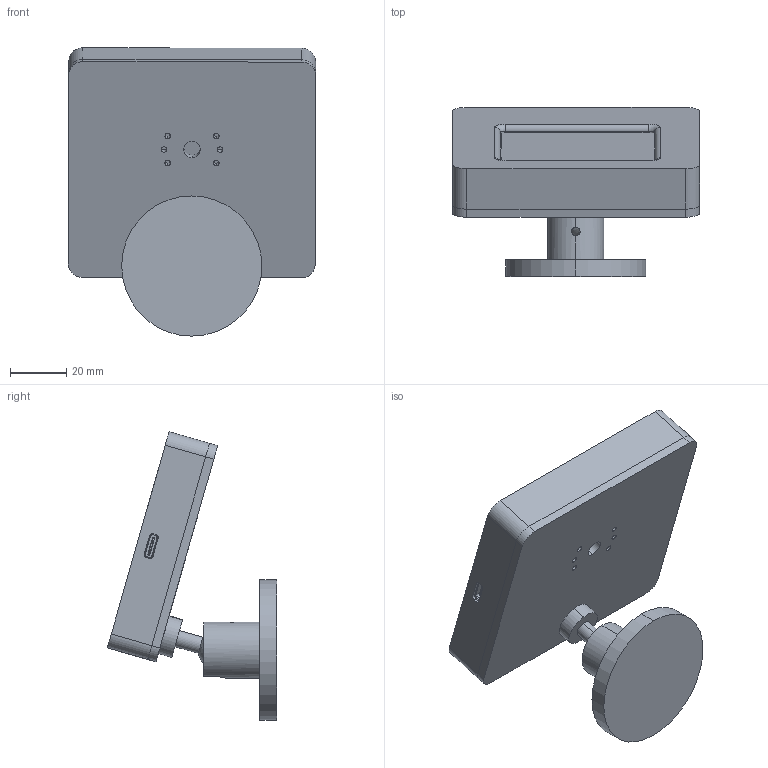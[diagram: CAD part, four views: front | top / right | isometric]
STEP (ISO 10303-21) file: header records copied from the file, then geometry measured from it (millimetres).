
FILE_DESCRIPTION (( 'STEP AP214' ), '1' );
FILE_NAME ('AssemSum100k3.STEP', '2025-07-29T22:46:54', ( '' ), ( '' ), 'SwSTEP 2.0', 'SolidWorks 2020', '' );
FILE_SCHEMA (( 'AUTOMOTIVE_DESIGN' ));
Length unit declared in the file: centimetre
Products named in the file (42): USB Type C PoRT23.step; USB Type C PoRT19.step; USB Type C PoRT5.step; Stand3; USB Type C PoRT6.step; Micro usb.step; switch.step; Micro SD Card.step; USB Type C PoRT3.step; MagneticBase; USB Type C PoRT11.step; USB Type C PoRT15.step; USB Type C PoRT18.step; USB Type C PoRT.step; USB Type C PoRT20.step; USB Type C PoRT8.step; USB Type C PoRT1.step; USB Type C PoRT21.step; USB Type C PoRT4.step; 2.8inch_LCD_Model.step; Speaker (1); 10mm connector.step; Back2; USB Type C PoRT13.step; USB Type C PoRT22.step; Assem4; USB Type C PoRT9.step; Gan; Micro USB 5 Pins, Right Angle SMT v1.step; USB Type C PoRT12.step; LDR 21.step; USB Type C PoRT16.step; USB Type C PoRT24.step; USB Type C PoRT7.step; USB Type C PoRT14.step; USB Type C PoRT17.step; USB Type C PoRT10.step; Spkr Connector.step; USB Type C PoRT2.step; AssemSum100k3 ...
Assembly tree (44 placements, depth 5):
  AssemSum100k3
    Assem4
      2.8inch_LCD_Model.step
        Micro usb.step
          Micro USB 5 Pins, Right Angle SMT v1.step
        10mm connector.step  x3
        Spkr Connector.step
        switch.step  x2
        Micro SD Card.step
        ESP32 WROOM.step
        LDR 21.step
        2.8inch_LCD_Model.step
    USB Type C PoRT.step
      USB Type C PoRT1.step
      USB Type C PoRT2.step
      USB Type C PoRT3.step
      USB Type C PoRT4.step
      USB Type C PoRT5.step
      USB Type C PoRT6.step
      USB Type C PoRT7.step
      USB Type C PoRT8.step
      USB Type C PoRT9.step
      USB Type C PoRT10.step
      USB Type C PoRT11.step
      USB Type C PoRT12.step
      USB Type C PoRT13.step
      USB Type C PoRT14.step
      USB Type C PoRT15.step
      USB Type C PoRT16.step
      USB Type C PoRT17.step
      USB Type C PoRT18.step
      USB Type C PoRT19.step
      USB Type C PoRT20.step
      USB Type C PoRT21.step
      USB Type C PoRT22.step
      USB Type C PoRT23.step
      USB Type C PoRT24.step
    Back2
    Speaker (1)
    MagneticBase
    Gan
    Stand3
Bounding box: 88.13 x 60.29 x 102.81 mm (x, y, z)
Volume: 86194.6 mm3; surface area: 61938.5 mm2
Topology: 46 solids, 46 shells, 1655 faces, 4426 edges, 2857 vertices
Faces by surface type: plane 1013, cylinder 512, torus 65, bspline 39, sphere 14, cone 12
Entity records: 48904 total; most frequent: CARTESIAN_POINT 8827, DIRECTION 7939, ORIENTED_EDGE 7920, EDGE_CURVE 3960, LINE 2875, VECTOR 2875, VERTEX_POINT 2564, AXIS2_PLACEMENT_3D 2532
